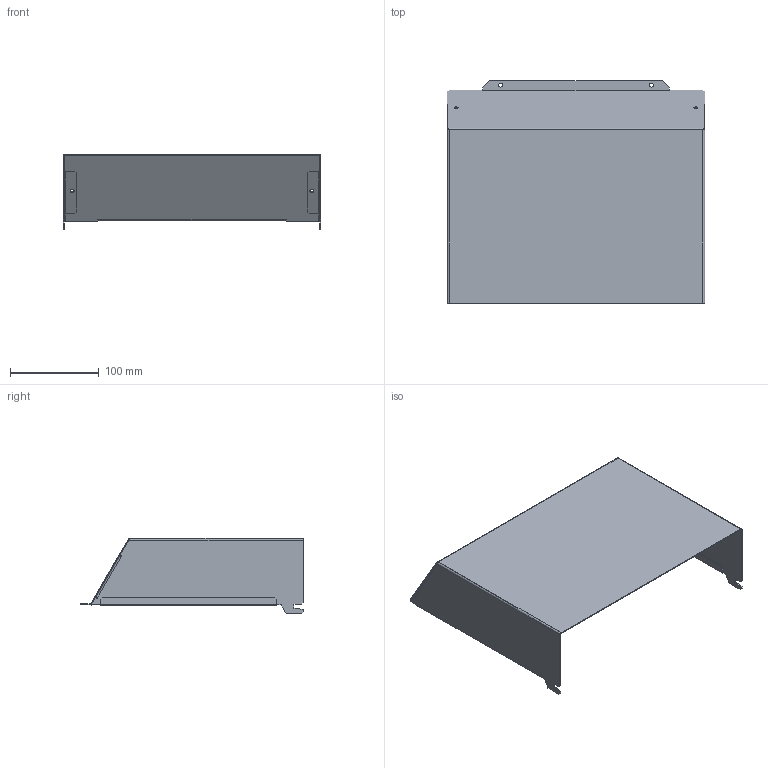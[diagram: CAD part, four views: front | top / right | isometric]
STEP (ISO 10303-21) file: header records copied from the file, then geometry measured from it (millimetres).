
FILE_DESCRIPTION((''),'2;1');
FILE_NAME('KG-8525-INTERNAL-AIR-DUCT','2020-05-26T10:20:30',('briang'),(''),'CREO PARAMETRIC BY PTC INC, 2018500','CREO PARAMETRIC BY PTC INC, 2018500','');
FILE_SCHEMA(('CONFIG_CONTROL_DESIGN'));
Length unit declared in the file: millimetre
Products named in the file (1): KG-8525-INTERNAL-AIR-DUCT
Bounding box: 290 x 250.83 x 85 mm (x, y, z)
Volume: 121505.9 mm3; surface area: 244831.9 mm2
Topology: 1 solids, 1 shells, 136 faces, 338 edges, 204 vertices
Faces by surface type: plane 104, cylinder 26, bspline 6
Entity records: 4172 total; most frequent: CARTESIAN_POINT 916, ORIENTED_EDGE 676, DIRECTION 630, EDGE_CURVE 338, VECTOR 282, LINE 282, VERTEX_POINT 204, AXIS2_PLACEMENT_3D 174
